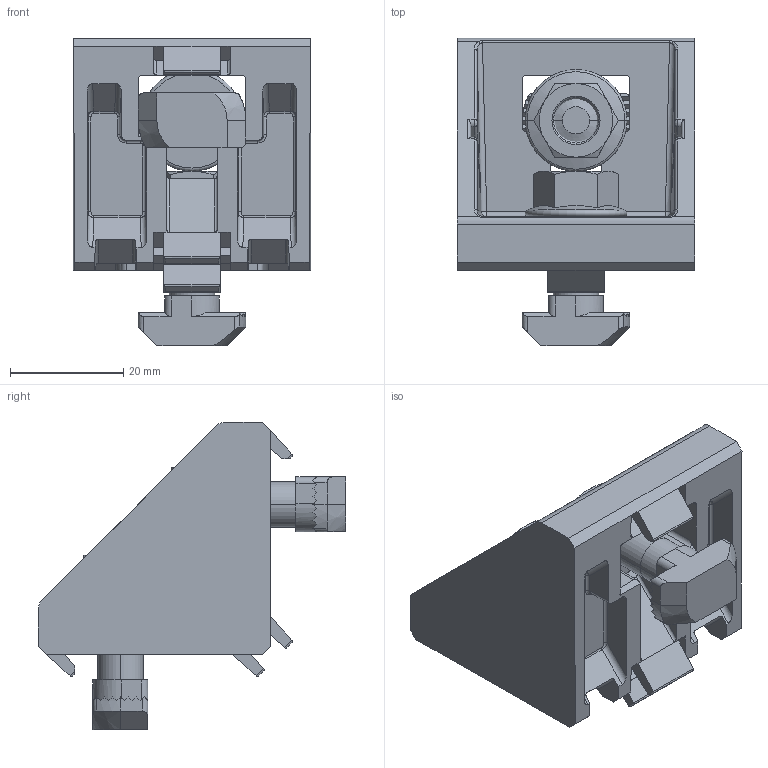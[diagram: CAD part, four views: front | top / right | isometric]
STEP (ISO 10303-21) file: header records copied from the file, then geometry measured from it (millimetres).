
FILE_DESCRIPTION((''),'2;1');
FILE_NAME('11161_KOTNIK_45T_KPL_ASM','2022-09-16T14:34:03',('PredragRovcanin'),('Audax d.o.o.'),'CREO PARAMETRIC BY PTC INC, 2020281','CREO PARAMETRIC BY PTC INC, 2020281','');
FILE_SCHEMA(('AUTOMOTIVE_DESIGN { 1 0 10303 214 1 1 1 1 }'));
Length unit declared in the file: millimetre
Products named in the file (4): 11161_KOTNIK_45_T; VIJAK_KLAD_GL_M8X25; 11052_MATICA_PRIROBNICA_M8; 11161_KOTNIK_45T_KPL_ASM
Assembly tree (5 placements, depth 2):
  11161_KOTNIK_45T_KPL_ASM
    11161_KOTNIK_45_T
    VIJAK_KLAD_GL_M8X25  x2
    11052_MATICA_PRIROBNICA_M8  x2
Bounding box: 42 x 54.3 x 54.3 mm (x, y, z)
Volume: 28348.4 mm3; surface area: 17219 mm2
Topology: 5 solids, 9 shells, 445 faces, 1196 edges, 776 vertices
Faces by surface type: plane 213, cylinder 147, bspline 47, cone 32, torus 4, sphere 2
Entity records: 21145 total; most frequent: CARTESIAN_POINT 6653, ORIENTED_EDGE 1926, DIRECTION 1507, PRESENTATION_STYLE_ASSIGNMENT 1273, STYLED_ITEM 1273, CURVE_STYLE 987, EDGE_CURVE 967, VERTEX_POINT 610
